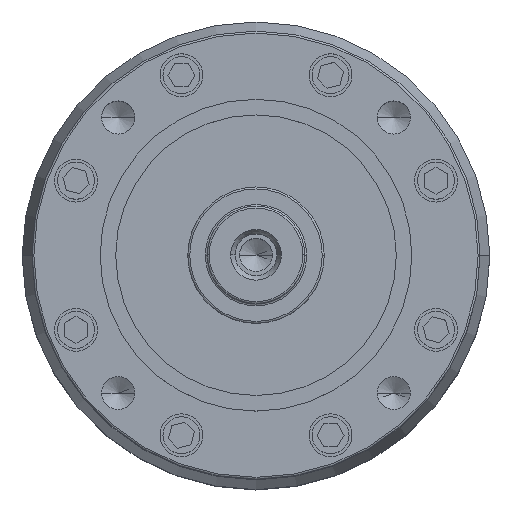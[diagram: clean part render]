
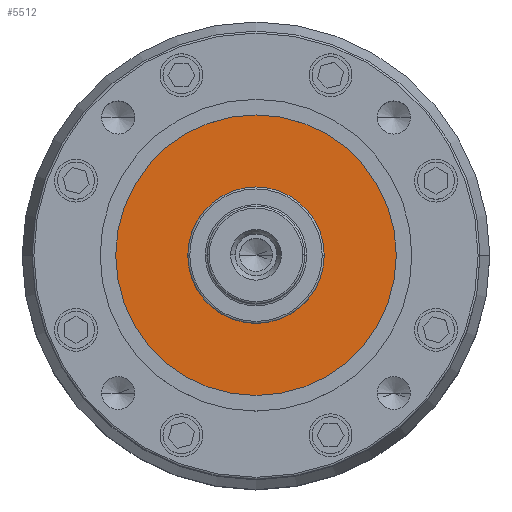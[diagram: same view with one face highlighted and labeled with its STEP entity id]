
A CAD part, top view. The second image highlights one B-rep face of the part: STEP entity #5512.
In plain terms, the highlighted planar face has unit normal (0, 0, 1).
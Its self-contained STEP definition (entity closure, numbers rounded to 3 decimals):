
#19 = DIRECTION ( 'NONE',  ( 0., 0., 1. ) ) ;
#223 = AXIS2_PLACEMENT_3D ( 'NONE', #841, #6332, #2673 ) ;
#402 = CARTESIAN_POINT ( 'NONE',  ( 0., 0., 143. ) ) ;
#586 = ORIENTED_EDGE ( 'NONE', *, *, #3345, .T. ) ;
#831 = ORIENTED_EDGE ( 'NONE', *, *, #5923, .F. ) ;
#841 = CARTESIAN_POINT ( 'NONE',  ( 0., 0., 143. ) ) ;
#940 = DIRECTION ( 'NONE',  ( 0., 0., 1. ) ) ;
#1527 = AXIS2_PLACEMENT_3D ( 'NONE', #4576, #940, #5176 ) ;
#1891 = CARTESIAN_POINT ( 'NONE',  ( 17.5, 0., 143. ) ) ;
#1902 = AXIS2_PLACEMENT_3D ( 'NONE', #402, #2577, #2734 ) ;
#2137 = VERTEX_POINT ( 'NONE', #2347 ) ;
#2191 = ORIENTED_EDGE ( 'NONE', *, *, #2294, .T. ) ;
#2294 = EDGE_CURVE ( 'NONE', #2137, #7687, #5286, .T. ) ;
#2347 = CARTESIAN_POINT ( 'NONE',  ( -36., 0., 143. ) ) ;
#2577 = DIRECTION ( 'NONE',  ( 0., 0., 1. ) ) ;
#2673 = DIRECTION ( 'NONE',  ( 1., 0., 0. ) ) ;
#2734 = DIRECTION ( 'NONE',  ( 1., 0., 0. ) ) ;
#3345 = EDGE_CURVE ( 'NONE', #7687, #2137, #6792, .T. ) ;
#3408 = EDGE_LOOP ( 'NONE', ( #586, #2191 ) ) ;
#3459 = CIRCLE ( 'NONE', #1527, 17.5 ) ;
#3524 = CARTESIAN_POINT ( 'NONE',  ( -17.5, 0., 143. ) ) ;
#3648 = DIRECTION ( 'NONE',  ( 0., 0., 1. ) ) ;
#3661 = CARTESIAN_POINT ( 'NONE',  ( 0., 0., 143. ) ) ;
#3868 = DIRECTION ( 'NONE',  ( 1., 0., 0. ) ) ;
#3972 = FACE_OUTER_BOUND ( 'NONE', #3408, .T. ) ;
#4118 = VERTEX_POINT ( 'NONE', #1891 ) ;
#4279 = DIRECTION ( 'NONE',  ( 1., 0., 0. ) ) ;
#4443 = PLANE ( 'NONE',  #223 ) ;
#4518 = VERTEX_POINT ( 'NONE', #3524 ) ;
#4541 = CIRCLE ( 'NONE', #6120, 17.5 ) ;
#4576 = CARTESIAN_POINT ( 'NONE',  ( 0., 0., 143. ) ) ;
#4762 = AXIS2_PLACEMENT_3D ( 'NONE', #5562, #3648, #3868 ) ;
#5176 = DIRECTION ( 'NONE',  ( 1., 0., 0. ) ) ;
#5286 = CIRCLE ( 'NONE', #4762, 36. ) ;
#5512 = ADVANCED_FACE ( 'NONE', ( #5596, #3972 ), #4443, .T. ) ;
#5562 = CARTESIAN_POINT ( 'NONE',  ( 0., 0., 143. ) ) ;
#5596 = FACE_BOUND ( 'NONE', #7460, .T. ) ;
#5923 = EDGE_CURVE ( 'NONE', #4518, #4118, #4541, .T. ) ;
#6120 = AXIS2_PLACEMENT_3D ( 'NONE', #3661, #19, #4279 ) ;
#6332 = DIRECTION ( 'NONE',  ( 0., 0., 1. ) ) ;
#6792 = CIRCLE ( 'NONE', #1902, 36. ) ;
#6867 = ORIENTED_EDGE ( 'NONE', *, *, #7094, .F. ) ;
#7094 = EDGE_CURVE ( 'NONE', #4118, #4518, #3459, .T. ) ;
#7460 = EDGE_LOOP ( 'NONE', ( #831, #6867 ) ) ;
#7687 = VERTEX_POINT ( 'NONE', #7887 ) ;
#7887 = CARTESIAN_POINT ( 'NONE',  ( 36., 0., 143. ) ) ;
